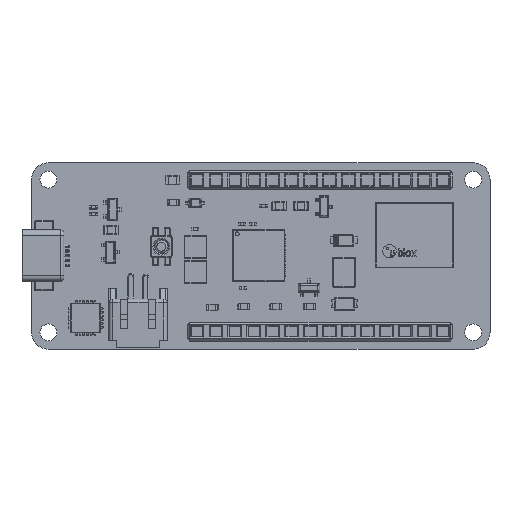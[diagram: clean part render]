
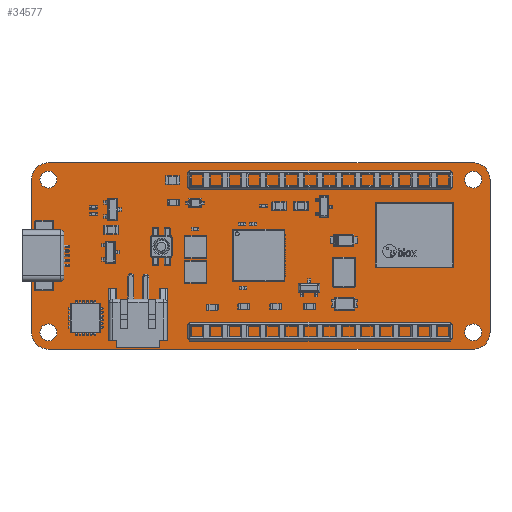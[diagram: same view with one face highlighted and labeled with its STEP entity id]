
A CAD part, top view. The second image highlights one B-rep face of the part: STEP entity #34577.
In plain terms, the highlighted face is planar.
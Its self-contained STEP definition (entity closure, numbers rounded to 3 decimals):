
#1539=FACE_BOUND('',#5290,.T.);
#1540=FACE_BOUND('',#5291,.T.);
#1541=FACE_BOUND('',#5292,.T.);
#1542=FACE_BOUND('',#5293,.T.);
#1574=PLANE('',#37556);
#3002=FACE_OUTER_BOUND('',#5289,.T.);
#5289=EDGE_LOOP('',(#24051,#24052,#24053,#24054,#24055,#24056,#24057,#24058));
#5290=EDGE_LOOP('',(#24059));
#5291=EDGE_LOOP('',(#24060));
#5292=EDGE_LOOP('',(#24061));
#5293=EDGE_LOOP('',(#24062));
#7597=LINE('',#52129,#11244);
#7602=LINE('',#52143,#11249);
#7606=LINE('',#52151,#11253);
#7608=LINE('',#52157,#11255);
#11244=VECTOR('',#41210,57.);
#11249=VECTOR('',#41225,57.);
#11253=VECTOR('',#41235,20.5);
#11255=VECTOR('',#41243,20.5);
#14883=CIRCLE('',#37528,1.13);
#14892=CIRCLE('',#37539,1.13);
#14893=CIRCLE('',#37541,1.13);
#14894=CIRCLE('',#37543,1.13);
#14895=CIRCLE('',#37546,2.25);
#14896=CIRCLE('',#37548,2.25);
#14897=CIRCLE('',#37551,2.25);
#14898=CIRCLE('',#37554,2.25);
#15938=VERTEX_POINT('',#52086);
#15951=VERTEX_POINT('',#52115);
#15952=VERTEX_POINT('',#52119);
#15953=VERTEX_POINT('',#52123);
#15954=VERTEX_POINT('',#52127);
#15955=VERTEX_POINT('',#52128);
#15956=VERTEX_POINT('',#52133);
#15957=VERTEX_POINT('',#52137);
#15958=VERTEX_POINT('',#52141);
#15959=VERTEX_POINT('',#52142);
#15960=VERTEX_POINT('',#52147);
#15961=VERTEX_POINT('',#52153);
#19023=EDGE_CURVE('',#15938,#15938,#14883,.T.);
#19037=EDGE_CURVE('',#15951,#15951,#14892,.T.);
#19039=EDGE_CURVE('',#15952,#15952,#14893,.T.);
#19041=EDGE_CURVE('',#15953,#15953,#14894,.T.);
#19043=EDGE_CURVE('',#15954,#15955,#7597,.T.);
#19047=EDGE_CURVE('',#15956,#15954,#14895,.T.);
#19048=EDGE_CURVE('',#15955,#15957,#14896,.T.);
#19050=EDGE_CURVE('',#15958,#15959,#7602,.T.);
#19054=EDGE_CURVE('',#15960,#15958,#14897,.T.);
#19055=EDGE_CURVE('',#15957,#15960,#7606,.T.);
#19056=EDGE_CURVE('',#15959,#15961,#14898,.T.);
#19058=EDGE_CURVE('',#15961,#15956,#7608,.T.);
#24051=ORIENTED_EDGE('',*,*,#19047,.F.);
#24052=ORIENTED_EDGE('',*,*,#19058,.F.);
#24053=ORIENTED_EDGE('',*,*,#19056,.F.);
#24054=ORIENTED_EDGE('',*,*,#19050,.F.);
#24055=ORIENTED_EDGE('',*,*,#19054,.F.);
#24056=ORIENTED_EDGE('',*,*,#19055,.F.);
#24057=ORIENTED_EDGE('',*,*,#19048,.F.);
#24058=ORIENTED_EDGE('',*,*,#19043,.F.);
#24059=ORIENTED_EDGE('',*,*,#19023,.T.);
#24060=ORIENTED_EDGE('',*,*,#19037,.T.);
#24061=ORIENTED_EDGE('',*,*,#19039,.T.);
#24062=ORIENTED_EDGE('',*,*,#19041,.T.);
#34577=ADVANCED_FACE('',(#3002,#1539,#1540,#1541,#1542),#1574,.F.);
#37528=AXIS2_PLACEMENT_3D('',#52087,#41168,#41169);
#37539=AXIS2_PLACEMENT_3D('',#52116,#41195,#41196);
#37541=AXIS2_PLACEMENT_3D('',#52120,#41200,#41201);
#37543=AXIS2_PLACEMENT_3D('',#52124,#41205,#41206);
#37546=AXIS2_PLACEMENT_3D('',#52135,#41216,#41217);
#37548=AXIS2_PLACEMENT_3D('',#52138,#41220,#41221);
#37551=AXIS2_PLACEMENT_3D('',#52149,#41231,#41232);
#37554=AXIS2_PLACEMENT_3D('',#52154,#41238,#41239);
#37556=AXIS2_PLACEMENT_3D('',#52158,#41244,#41245);
#41168=DIRECTION('center_axis',(0.,0.,1.));
#41169=DIRECTION('ref_axis',(-1.,0.,0.));
#41195=DIRECTION('center_axis',(0.,0.,1.));
#41196=DIRECTION('ref_axis',(1.,0.,0.));
#41200=DIRECTION('center_axis',(0.,0.,1.));
#41201=DIRECTION('ref_axis',(1.,0.,0.));
#41205=DIRECTION('center_axis',(0.,0.,1.));
#41206=DIRECTION('ref_axis',(-1.,0.,0.));
#41210=DIRECTION('',(1.,0.,0.));
#41216=DIRECTION('center_axis',(0.,0.,1.));
#41217=DIRECTION('ref_axis',(1.,0.,0.));
#41220=DIRECTION('center_axis',(0.,0.,1.));
#41221=DIRECTION('ref_axis',(1.,0.,0.));
#41225=DIRECTION('',(-1.,0.,0.));
#41231=DIRECTION('center_axis',(0.,0.,1.));
#41232=DIRECTION('ref_axis',(1.,0.,0.));
#41235=DIRECTION('',(0.,1.,0.));
#41238=DIRECTION('center_axis',(0.,0.,1.));
#41239=DIRECTION('ref_axis',(1.,0.,0.));
#41243=DIRECTION('',(0.,-1.,0.));
#41244=DIRECTION('center_axis',(0.,0.,1.));
#41245=DIRECTION('ref_axis',(1.,0.,0.));
#52086=CARTESIAN_POINT('',(-27.37,-10.25,0.));
#52087=CARTESIAN_POINT('Origin',(-28.5,-10.25,0.));
#52115=CARTESIAN_POINT('',(27.37,-10.25,0.));
#52116=CARTESIAN_POINT('Origin',(28.5,-10.25,0.));
#52119=CARTESIAN_POINT('',(27.37,10.25,0.));
#52120=CARTESIAN_POINT('Origin',(28.5,10.25,0.));
#52123=CARTESIAN_POINT('',(-27.37,10.25,0.));
#52124=CARTESIAN_POINT('Origin',(-28.5,10.25,0.));
#52127=CARTESIAN_POINT('',(-28.5,-12.5,0.));
#52128=CARTESIAN_POINT('',(28.5,-12.5,0.));
#52129=CARTESIAN_POINT('',(-28.5,-12.5,0.));
#52133=CARTESIAN_POINT('',(-30.75,-10.25,0.));
#52135=CARTESIAN_POINT('Origin',(-28.5,-10.25,0.));
#52137=CARTESIAN_POINT('',(30.75,-10.25,0.));
#52138=CARTESIAN_POINT('Origin',(28.5,-10.25,0.));
#52141=CARTESIAN_POINT('',(28.5,12.5,0.));
#52142=CARTESIAN_POINT('',(-28.5,12.5,0.));
#52143=CARTESIAN_POINT('',(28.5,12.5,0.));
#52147=CARTESIAN_POINT('',(30.75,10.25,0.));
#52149=CARTESIAN_POINT('Origin',(28.5,10.25,0.));
#52151=CARTESIAN_POINT('',(30.75,-10.25,0.));
#52153=CARTESIAN_POINT('',(-30.75,10.25,0.));
#52154=CARTESIAN_POINT('Origin',(-28.5,10.25,0.));
#52157=CARTESIAN_POINT('',(-30.75,10.25,0.));
#52158=CARTESIAN_POINT('Origin',(-28.5,10.25,0.));
